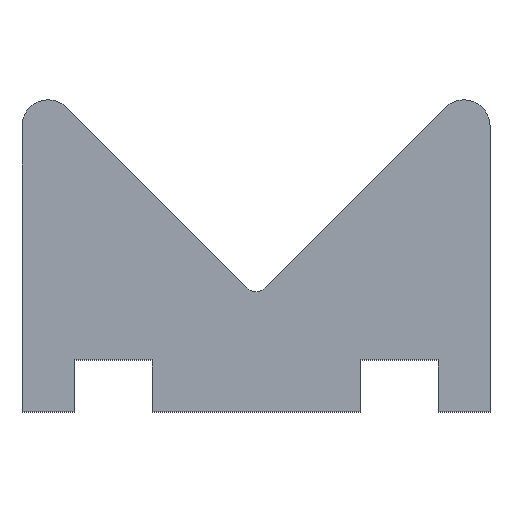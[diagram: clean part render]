
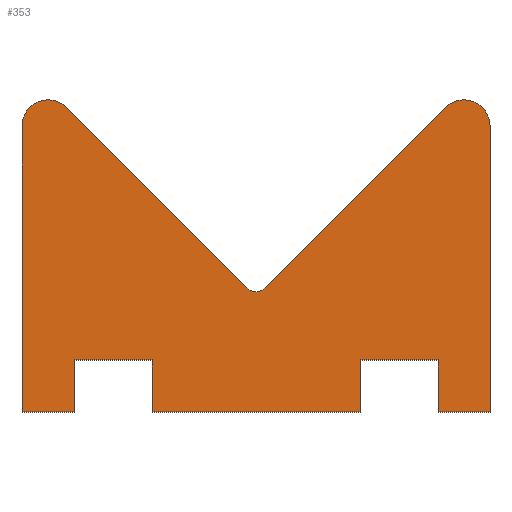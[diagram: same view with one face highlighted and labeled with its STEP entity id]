
A CAD part, top view. The second image highlights one B-rep face of the part: STEP entity #353.
In plain terms, the highlighted planar face has unit normal (0, 0, 1).
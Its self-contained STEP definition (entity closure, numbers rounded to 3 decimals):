
#36=FACE_OUTER_BOUND('',#54,.T.);
#54=EDGE_LOOP('',(#305,#306,#307,#308,#309,#310,#311,#312,#313,#314,#315,
#316,#317,#318,#319,#320));
#58=CIRCLE('',#391,1.);
#59=CIRCLE('',#394,0.5);
#60=CIRCLE('',#397,1.);
#74=LINE('',#530,#116);
#77=LINE('',#535,#119);
#79=LINE('',#539,#121);
#81=LINE('',#543,#123);
#83=LINE('',#547,#125);
#85=LINE('',#551,#127);
#87=LINE('',#555,#129);
#89=LINE('',#559,#131);
#91=LINE('',#563,#133);
#94=LINE('',#571,#136);
#97=LINE('',#579,#139);
#100=LINE('',#587,#142);
#102=LINE('',#590,#144);
#116=VECTOR('',#426,10.);
#119=VECTOR('',#431,10.);
#121=VECTOR('',#435,10.);
#123=VECTOR('',#439,10.);
#125=VECTOR('',#443,10.);
#127=VECTOR('',#447,10.);
#129=VECTOR('',#451,10.);
#131=VECTOR('',#455,10.);
#133=VECTOR('',#459,10.);
#136=VECTOR('',#468,10.);
#139=VECTOR('',#477,10.);
#142=VECTOR('',#486,10.);
#144=VECTOR('',#490,10.);
#161=VERTEX_POINT('',#528);
#162=VERTEX_POINT('',#529);
#163=VERTEX_POINT('',#534);
#164=VERTEX_POINT('',#538);
#165=VERTEX_POINT('',#542);
#166=VERTEX_POINT('',#546);
#167=VERTEX_POINT('',#550);
#168=VERTEX_POINT('',#554);
#169=VERTEX_POINT('',#558);
#170=VERTEX_POINT('',#562);
#171=VERTEX_POINT('',#566);
#172=VERTEX_POINT('',#570);
#173=VERTEX_POINT('',#574);
#174=VERTEX_POINT('',#578);
#175=VERTEX_POINT('',#582);
#176=VERTEX_POINT('',#586);
#193=EDGE_CURVE('',#161,#162,#74,.T.);
#196=EDGE_CURVE('',#162,#163,#77,.T.);
#198=EDGE_CURVE('',#163,#164,#79,.T.);
#200=EDGE_CURVE('',#164,#165,#81,.T.);
#202=EDGE_CURVE('',#165,#166,#83,.T.);
#204=EDGE_CURVE('',#166,#167,#85,.T.);
#206=EDGE_CURVE('',#167,#168,#87,.T.);
#208=EDGE_CURVE('',#168,#169,#89,.T.);
#210=EDGE_CURVE('',#169,#170,#91,.T.);
#212=EDGE_CURVE('',#170,#171,#58,.T.);
#214=EDGE_CURVE('',#171,#172,#94,.T.);
#216=EDGE_CURVE('',#172,#173,#59,.T.);
#218=EDGE_CURVE('',#173,#174,#97,.T.);
#220=EDGE_CURVE('',#174,#175,#60,.T.);
#222=EDGE_CURVE('',#175,#176,#100,.T.);
#224=EDGE_CURVE('',#176,#161,#102,.T.);
#305=ORIENTED_EDGE('',*,*,#193,.F.);
#306=ORIENTED_EDGE('',*,*,#224,.F.);
#307=ORIENTED_EDGE('',*,*,#222,.F.);
#308=ORIENTED_EDGE('',*,*,#220,.F.);
#309=ORIENTED_EDGE('',*,*,#218,.F.);
#310=ORIENTED_EDGE('',*,*,#216,.F.);
#311=ORIENTED_EDGE('',*,*,#214,.F.);
#312=ORIENTED_EDGE('',*,*,#212,.F.);
#313=ORIENTED_EDGE('',*,*,#210,.F.);
#314=ORIENTED_EDGE('',*,*,#208,.F.);
#315=ORIENTED_EDGE('',*,*,#206,.F.);
#316=ORIENTED_EDGE('',*,*,#204,.F.);
#317=ORIENTED_EDGE('',*,*,#202,.F.);
#318=ORIENTED_EDGE('',*,*,#200,.F.);
#319=ORIENTED_EDGE('',*,*,#198,.F.);
#320=ORIENTED_EDGE('',*,*,#196,.F.);
#335=PLANE('',#400);
#353=ADVANCED_FACE('',(#36),#335,.T.);
#391=AXIS2_PLACEMENT_3D('',#567,#463,#464);
#394=AXIS2_PLACEMENT_3D('',#575,#472,#473);
#397=AXIS2_PLACEMENT_3D('',#583,#481,#482);
#400=AXIS2_PLACEMENT_3D('',#591,#491,#492);
#426=DIRECTION('',(0.,1.,0.));
#431=DIRECTION('',(-1.,0.,0.));
#435=DIRECTION('',(0.,-1.,0.));
#439=DIRECTION('',(-1.,0.,0.));
#443=DIRECTION('',(0.,1.,0.));
#447=DIRECTION('',(-1.,0.,0.));
#451=DIRECTION('',(0.,-1.,0.));
#455=DIRECTION('',(-1.,0.,0.));
#459=DIRECTION('',(0.,1.,0.));
#463=DIRECTION('center_axis',(0.,0.,-1.));
#464=DIRECTION('ref_axis',(-0.707,-0.707,0.));
#468=DIRECTION('',(0.707,-0.707,0.));
#472=DIRECTION('center_axis',(0.,0.,1.));
#473=DIRECTION('ref_axis',(-0.707,-0.707,0.));
#477=DIRECTION('',(0.707,0.707,0.));
#481=DIRECTION('center_axis',(0.,0.,-1.));
#482=DIRECTION('ref_axis',(-1.,0.,0.));
#486=DIRECTION('',(0.,-1.,0.));
#490=DIRECTION('',(-1.,0.,0.));
#491=DIRECTION('center_axis',(0.,0.,1.));
#492=DIRECTION('ref_axis',(1.,0.,0.));
#528=CARTESIAN_POINT('',(7.,-2.,2.5));
#529=CARTESIAN_POINT('',(7.,0.,2.5));
#530=CARTESIAN_POINT('',(7.,-2.,2.5));
#534=CARTESIAN_POINT('',(4.,0.,2.5));
#535=CARTESIAN_POINT('',(7.,0.,2.5));
#538=CARTESIAN_POINT('',(4.,-2.,2.5));
#539=CARTESIAN_POINT('',(4.,0.,2.5));
#542=CARTESIAN_POINT('',(-4.,-2.,2.5));
#543=CARTESIAN_POINT('',(4.,-2.,2.5));
#546=CARTESIAN_POINT('',(-4.,0.,2.5));
#547=CARTESIAN_POINT('',(-4.,-2.,2.5));
#550=CARTESIAN_POINT('',(-7.,0.,2.5));
#551=CARTESIAN_POINT('',(-4.,0.,2.5));
#554=CARTESIAN_POINT('',(-7.,-2.,2.5));
#555=CARTESIAN_POINT('',(-7.,0.,2.5));
#558=CARTESIAN_POINT('',(-9.,-2.,2.5));
#559=CARTESIAN_POINT('',(-7.,-2.,2.5));
#562=CARTESIAN_POINT('',(-9.,9.,2.5));
#563=CARTESIAN_POINT('',(-9.,-2.,2.5));
#566=CARTESIAN_POINT('',(-7.293,9.707,2.5));
#567=CARTESIAN_POINT('Origin',(-8.,9.,2.5));
#570=CARTESIAN_POINT('',(-0.354,2.768,2.5));
#571=CARTESIAN_POINT('',(-7.293,9.707,2.5));
#574=CARTESIAN_POINT('',(0.354,2.768,2.5));
#575=CARTESIAN_POINT('Origin',(0.,3.121,2.5));
#578=CARTESIAN_POINT('',(7.293,9.707,2.5));
#579=CARTESIAN_POINT('',(0.354,2.768,2.5));
#582=CARTESIAN_POINT('',(9.,9.,2.5));
#583=CARTESIAN_POINT('Origin',(8.,9.,2.5));
#586=CARTESIAN_POINT('',(9.,-2.,2.5));
#587=CARTESIAN_POINT('',(9.,9.,2.5));
#590=CARTESIAN_POINT('',(9.,-2.,2.5));
#591=CARTESIAN_POINT('Origin',(0.,2.943,2.5));
